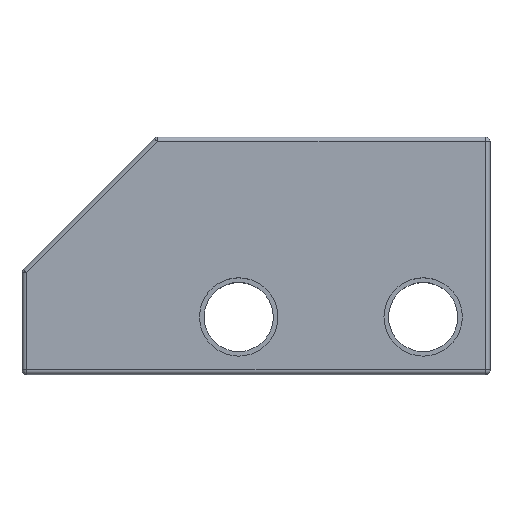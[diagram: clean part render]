
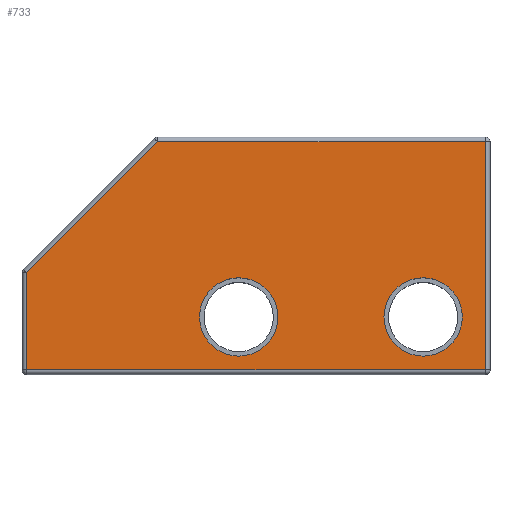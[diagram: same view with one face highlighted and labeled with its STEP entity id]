
A CAD part, top view. The second image highlights one B-rep face of the part: STEP entity #733.
In plain terms, the highlighted planar face has unit normal (0, 0, 1).
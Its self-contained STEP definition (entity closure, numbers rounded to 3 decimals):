
#16=FACE_BOUND($,#247,.T.);
#17=FACE_BOUND($,#248,.T.);
#38=PLANE($,#822);
#57=LINE($,#1201,#100);
#62=LINE($,#1209,#105);
#66=LINE($,#1215,#109);
#74=LINE($,#1227,#117);
#80=LINE($,#1236,#123);
#100=VECTOR($,#956,9.9);
#105=VECTOR($,#965,14.217);
#109=VECTOR($,#973,19.9);
#117=VECTOR($,#989,8.037);
#123=VECTOR($,#1001,4.217);
#191=FACE_OUTER_BOUND($,#246,.T.);
#246=EDGE_LOOP($,(#601,#602,#603,#604,#605));
#247=EDGE_LOOP($,(#606));
#248=EDGE_LOOP($,(#607));
#327=CIRCLE($,#823,1.7);
#328=CIRCLE($,#824,1.7);
#356=VERTEX_POINT($,#1147);
#362=VERTEX_POINT($,#1161);
#367=VERTEX_POINT($,#1173);
#374=VERTEX_POINT($,#1189);
#376=VERTEX_POINT($,#1194);
#379=VERTEX_POINT($,#1249);
#380=VERTEX_POINT($,#1251);
#439=EDGE_CURVE($,#376,#374,#57,.T.);
#444=EDGE_CURVE($,#367,#376,#62,.T.);
#448=EDGE_CURVE($,#374,#362,#66,.T.);
#456=EDGE_CURVE($,#356,#367,#74,.T.);
#462=EDGE_CURVE($,#362,#356,#80,.T.);
#470=EDGE_CURVE($,#379,#379,#327,.T.);
#471=EDGE_CURVE($,#380,#380,#328,.T.);
#601=ORIENTED_EDGE($,*,*,#439,.F.);
#602=ORIENTED_EDGE($,*,*,#444,.F.);
#603=ORIENTED_EDGE($,*,*,#456,.F.);
#604=ORIENTED_EDGE($,*,*,#462,.F.);
#605=ORIENTED_EDGE($,*,*,#448,.F.);
#606=ORIENTED_EDGE($,*,*,#470,.T.);
#607=ORIENTED_EDGE($,*,*,#471,.T.);
#733=ADVANCED_FACE($,(#191,#16,#17),#38,.T.);
#822=AXIS2_PLACEMENT_3D($,#1248,#1018,#1019);
#823=AXIS2_PLACEMENT_3D($,#1250,#1020,#1021);
#824=AXIS2_PLACEMENT_3D($,#1252,#1022,#1023);
#956=DIRECTION($,(0.,-1.,0.));
#965=DIRECTION($,(1.,0.,0.));
#973=DIRECTION($,(-1.,0.,0.));
#989=DIRECTION($,(0.707,0.707,0.));
#1001=DIRECTION($,(0.,1.,0.));
#1018=DIRECTION('center_axis',(0.,0.,1.));
#1019=DIRECTION('ref_axis',(1.,0.,0.));
#1020=DIRECTION('center_axis',(0.,0.,-1.));
#1021=DIRECTION('ref_axis',(-1.,0.,0.));
#1022=DIRECTION('center_axis',(0.,0.,-1.));
#1023=DIRECTION('ref_axis',(-1.,0.,0.));
#1147=CARTESIAN_POINT('',(4.2,-14.583,3.15));
#1161=CARTESIAN_POINT('',(4.2,-18.8,3.15));
#1173=CARTESIAN_POINT('',(9.883,-8.9,3.15));
#1189=CARTESIAN_POINT('',(24.1,-18.8,3.15));
#1194=CARTESIAN_POINT('',(24.1,-8.9,3.15));
#1201=CARTESIAN_POINT($,(24.1,-8.9,3.15));
#1209=CARTESIAN_POINT($,(9.883,-8.9,3.15));
#1215=CARTESIAN_POINT($,(24.1,-18.8,3.15));
#1227=CARTESIAN_POINT($,(4.2,-14.583,3.15));
#1236=CARTESIAN_POINT($,(4.2,-18.8,3.15));
#1248=CARTESIAN_POINT('Origin',(14.867,-14.273,3.15));
#1249=CARTESIAN_POINT('',(15.1,-16.5,3.15));
#1250=CARTESIAN_POINT('Origin',(13.4,-16.5,3.15));
#1251=CARTESIAN_POINT('',(23.1,-16.5,3.15));
#1252=CARTESIAN_POINT('Origin',(21.4,-16.5,3.15));
